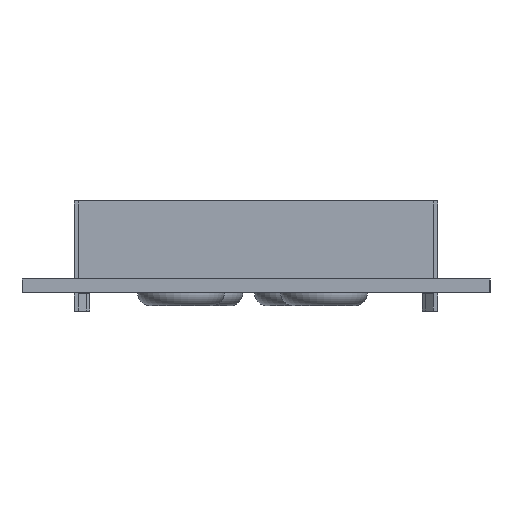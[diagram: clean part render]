
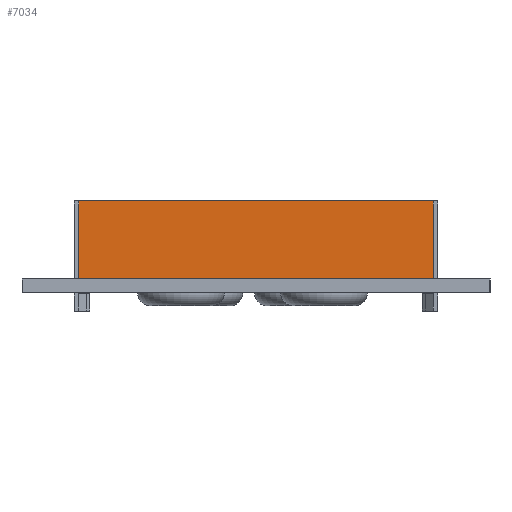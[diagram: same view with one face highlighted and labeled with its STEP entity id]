
A CAD part, left-side view. The second image highlights one B-rep face of the part: STEP entity #7034.
In plain terms, the highlighted planar face has unit normal (-1, 0, 0).
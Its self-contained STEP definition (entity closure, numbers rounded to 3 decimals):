
#270=PLANE('',#7681);
#604=LINE('',#10609,#1278);
#847=LINE('',#11233,#1521);
#849=LINE('',#11237,#1523);
#850=LINE('',#11238,#1524);
#1278=VECTOR('',#8645,1000.);
#1521=VECTOR('',#9310,1000.);
#1523=VECTOR('',#9314,1000.);
#1524=VECTOR('',#9315,1000.);
#2111=FACE_OUTER_BOUND('',#2602,.T.);
#2602=EDGE_LOOP('',(#5841,#5842,#5843,#5844));
#3300=VERTEX_POINT('',#10606);
#3301=VERTEX_POINT('',#10608);
#3471=VERTEX_POINT('',#11232);
#3472=VERTEX_POINT('',#11236);
#4003=EDGE_CURVE('',#3301,#3300,#604,.T.);
#4308=EDGE_CURVE('',#3471,#3301,#847,.T.);
#4310=EDGE_CURVE('',#3472,#3300,#849,.T.);
#4311=EDGE_CURVE('',#3471,#3472,#850,.T.);
#5841=ORIENTED_EDGE('',*,*,#4003,.T.);
#5842=ORIENTED_EDGE('',*,*,#4310,.F.);
#5843=ORIENTED_EDGE('',*,*,#4311,.F.);
#5844=ORIENTED_EDGE('',*,*,#4308,.T.);
#7034=ADVANCED_FACE('',(#2111),#270,.F.);
#7681=AXIS2_PLACEMENT_3D('',#11235,#9312,#9313);
#8645=DIRECTION('',(0.,-1.,0.));
#9310=DIRECTION('',(0.,0.,-1.));
#9312=DIRECTION('center_axis',(1.,0.,0.));
#9313=DIRECTION('ref_axis',(0.,0.,-1.));
#9314=DIRECTION('',(0.,0.,-1.));
#9315=DIRECTION('',(0.,-1.,0.));
#10606=CARTESIAN_POINT('',(-83.15,-20.45,3.7));
#10608=CARTESIAN_POINT('',(-83.15,20.45,3.7));
#10609=CARTESIAN_POINT('',(-83.15,20.45,3.7));
#11232=CARTESIAN_POINT('',(-83.15,20.45,12.7));
#11233=CARTESIAN_POINT('',(-83.15,20.45,12.7));
#11235=CARTESIAN_POINT('Origin',(-83.15,20.45,12.7));
#11236=CARTESIAN_POINT('',(-83.15,-20.45,12.7));
#11237=CARTESIAN_POINT('',(-83.15,-20.45,12.7));
#11238=CARTESIAN_POINT('',(-83.15,20.45,12.7));
